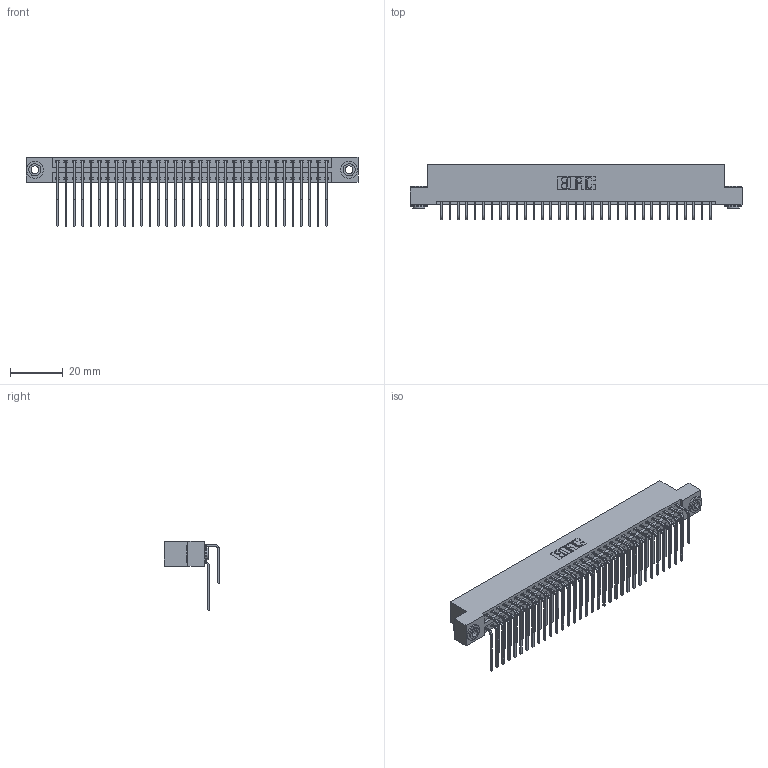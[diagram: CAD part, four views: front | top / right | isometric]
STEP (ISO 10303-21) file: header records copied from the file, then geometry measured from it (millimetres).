
FILE_DESCRIPTION (( 'STEP AP203' ), '1' );
FILE_NAME ('396-066-559-203.STEP', '2019-11-03T10:39:04', ( '' ), ( '' ), 'SwSTEP 2.0', 'SolidWorks 2016', '' );
FILE_SCHEMA (( 'CONFIG_CONTROL_DESIGN' ));
Length unit declared in the file: inch
Products named in the file (5): 345-250-002_345-250-002-102; 345-292-001_559 Tail - 2; 346 Part_Flush Mounting Lugs - 0.156 Dia-TH; 396-066-559-203; 345-292-001_558 559 Tail - 1
Assembly tree (69 placements, depth 2):
  396-066-559-203
    346 Part_Flush Mounting Lugs - 0.156 Dia-TH
    345-292-001_558 559 Tail - 1  x33
    345-292-001_559 Tail - 2  x33
    345-250-002_345-250-002-102  x2
Bounding box: 125.35 x 20.89 x 26.16 mm (x, y, z)
Volume: 12553.3 mm3; surface area: 19154.6 mm2
Topology: 69 solids, 69 shells, 3724 faces, 11031 edges, 7262 vertices
Faces by surface type: plane 2528, cylinder 1188, cone 8
Entity records: 25182 total; most frequent: CARTESIAN_POINT 4190, ORIENTED_EDGE 4066, DIRECTION 3747, EDGE_CURVE 2033, LINE 1705, VECTOR 1705, VERTEX_POINT 1350, AXIS2_PLACEMENT_3D 1021
